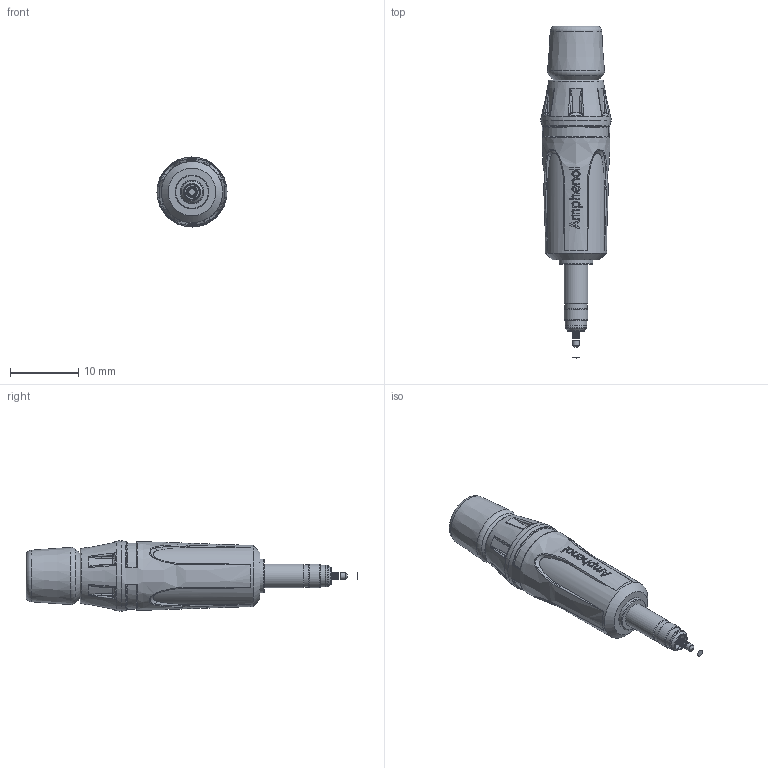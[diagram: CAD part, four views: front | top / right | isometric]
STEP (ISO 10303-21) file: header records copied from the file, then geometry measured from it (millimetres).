
FILE_DESCRIPTION(/* description */ (''),/* implementation_level */ '2;1');
FILE_NAME(/* name */ 'KS3P-AU.stp',/* time_stamp */ '2024-02-21T12:59:13+11:00',/* author */ ('minh'),/* organization */ (''),/* preprocessor_version */ 'ST-DEVELOPER v19.2',/* originating_system */ 'Autodesk Inventor 2023',/* authorisation */ '');
FILE_SCHEMA (('AUTOMOTIVE_DESIGN { 1 0 10303 214 3 1 1 }'));
Length unit declared in the file: inch
Products named in the file (1): KS3P-AU
Bounding box: 10.3 x 48.75 x 10.3 mm (x, y, z)
Volume: 1510.5 mm3; surface area: 3722 mm2
Topology: 1 solids, 9 shells, 942 faces, 2714 edges, 1718 vertices
Faces by surface type: plane 434, bspline 199, cylinder 164, cone 105, torus 28, sphere 12
Full cylindrical faces by diameter (mm): 1 x2, 1.02 x1, 1.05 x1, 1.1 x1, 1.3 x2, 1.6 x1, 1.65 x1, 1.7 x1, 2 x1, 2.2 x1, 2.25 x1, 2.3 x1, 2.4 x1, 2.5 x1, 2.9 x1, 3 x2, 3.2 x3, 3.3 x1, 3.5 x3, 3.6 x1, 5 x1, 5.4 x1, 5.7 x1, 6 x1, 6.4 x2, 6.8 x1, 7 x1, 7.35 x3, 9 x1
Entity records: 39173 total; most frequent: CARTESIAN_POINT 14777, ORIENTED_EDGE 5378, DIRECTION 4292, EDGE_CURVE 2689, VERTEX_POINT 1718, AXIS2_PLACEMENT_3D 1552, LINE 1188, VECTOR 1188
